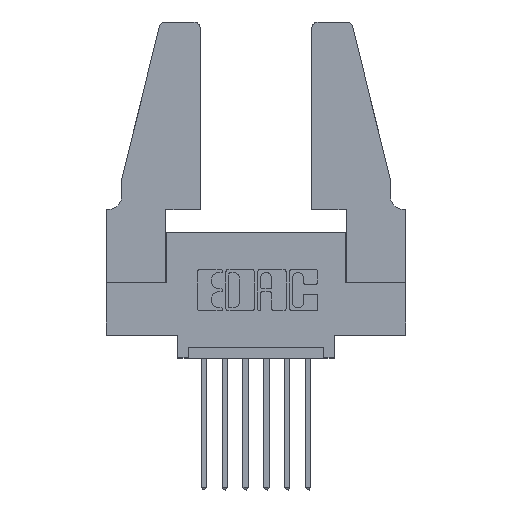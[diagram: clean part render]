
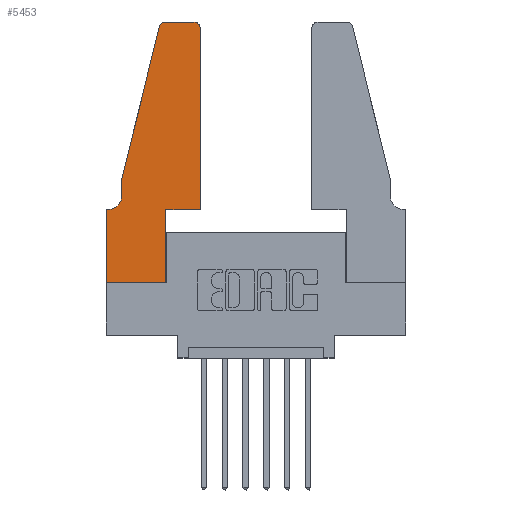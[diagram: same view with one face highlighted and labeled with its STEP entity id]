
A CAD part, top view. The second image highlights one B-rep face of the part: STEP entity #5453.
In plain terms, the highlighted planar face has unit normal (0, 0, 1).
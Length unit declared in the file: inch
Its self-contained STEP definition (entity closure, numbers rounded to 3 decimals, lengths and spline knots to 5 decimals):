
#173 = CIRCLE ( 'NONE', #6661, 0.07 ) ;
#190 = CARTESIAN_POINT ( 'NONE',  ( 0.4505, 0.35, 0.37 ) ) ;
#653 = CARTESIAN_POINT ( 'NONE',  ( 0., 0., 0.37 ) ) ;
#686 = CARTESIAN_POINT ( 'NONE',  ( 0.0755, 0.42, 0.37 ) ) ;
#787 = DIRECTION ( 'NONE',  ( 1., 0., 0. ) ) ;
#933 = ORIENTED_EDGE ( 'NONE', *, *, #6127, .T. ) ;
#1008 = VECTOR ( 'NONE', #2579, 39.37008 ) ;
#1055 = VERTEX_POINT ( 'NONE', #8896 ) ;
#1125 = EDGE_CURVE ( 'NONE', #8215, #4639, #1924, .T. ) ;
#1139 = LINE ( 'NONE', #11692, #1008 ) ;
#1262 = CARTESIAN_POINT ( 'NONE',  ( 0.2605, 1.25, 0.37 ) ) ;
#1555 = VERTEX_POINT ( 'NONE', #2504 ) ;
#1560 = LINE ( 'NONE', #9763, #3413 ) ;
#1682 = VERTEX_POINT ( 'NONE', #10816 ) ;
#1777 = DIRECTION ( 'NONE',  ( 0., 0., 1. ) ) ;
#1785 = DIRECTION ( 'NONE',  ( 1., 0., 0. ) ) ;
#1924 = LINE ( 'NONE', #2843, #8847 ) ;
#2054 = ORIENTED_EDGE ( 'NONE', *, *, #9940, .T. ) ;
#2151 = ORIENTED_EDGE ( 'NONE', *, *, #2647, .T. ) ;
#2346 = ORIENTED_EDGE ( 'NONE', *, *, #9377, .T. ) ;
#2432 = LINE ( 'NONE', #4277, #7807 ) ;
#2504 = CARTESIAN_POINT ( 'NONE',  ( 0.25487, 1.22718, 0.37 ) ) ;
#2569 = DIRECTION ( 'NONE',  ( 1., 0., 0. ) ) ;
#2579 = DIRECTION ( 'NONE',  ( 0., 1., 0. ) ) ;
#2647 = EDGE_CURVE ( 'NONE', #1682, #8215, #11377, .T. ) ;
#2843 = CARTESIAN_POINT ( 'NONE',  ( 0., 0., 0.37 ) ) ;
#2867 = CIRCLE ( 'NONE', #8407, 0.03 ) ;
#2952 = DIRECTION ( 'NONE',  ( -1., 0., 0. ) ) ;
#3025 = VERTEX_POINT ( 'NONE', #6819 ) ;
#3041 = DIRECTION ( 'NONE',  ( -1., 0., 0. ) ) ;
#3182 = DIRECTION ( 'NONE',  ( 0., -1., 0. ) ) ;
#3263 = AXIS2_PLACEMENT_3D ( 'NONE', #10725, #5417, #3494 ) ;
#3372 = DIRECTION ( 'NONE',  ( -0.239, -0.971, 0. ) ) ;
#3413 = VECTOR ( 'NONE', #3182, 39.37008 ) ;
#3494 = DIRECTION ( 'NONE',  ( 1., 0., 0. ) ) ;
#3980 = LINE ( 'NONE', #1262, #6110 ) ;
#3982 = VECTOR ( 'NONE', #10889, 39.37008 ) ;
#4277 = CARTESIAN_POINT ( 'NONE',  ( 0.0755, 0.5, 0.37 ) ) ;
#4439 = VERTEX_POINT ( 'NONE', #10590 ) ;
#4639 = VERTEX_POINT ( 'NONE', #8382 ) ;
#4679 = LINE ( 'NONE', #10526, #5531 ) ;
#4752 = VERTEX_POINT ( 'NONE', #5790 ) ;
#4837 = CARTESIAN_POINT ( 'NONE',  ( 0.0755, 0.5, 0.37 ) ) ;
#4855 = CARTESIAN_POINT ( 'NONE',  ( 0.0055, 0.42, 0.37 ) ) ;
#5058 = ORIENTED_EDGE ( 'NONE', *, *, #1125, .T. ) ;
#5124 = FACE_OUTER_BOUND ( 'NONE', #9116, .T. ) ;
#5129 = CARTESIAN_POINT ( 'NONE',  ( 0.2865, 0.35, 0.37 ) ) ;
#5304 = PLANE ( 'NONE',  #5742 ) ;
#5371 = EDGE_CURVE ( 'NONE', #3025, #1555, #8803, .T. ) ;
#5417 = DIRECTION ( 'NONE',  ( 0., 0., 1. ) ) ;
#5453 = ADVANCED_FACE ( 'NONE', ( #5124 ), #5304, .T. ) ;
#5531 = VECTOR ( 'NONE', #6882, 39.37008 ) ;
#5678 = EDGE_CURVE ( 'NONE', #8017, #4439, #10499, .T. ) ;
#5736 = DIRECTION ( 'NONE',  ( 0., 0., -1. ) ) ;
#5742 = AXIS2_PLACEMENT_3D ( 'NONE', #7102, #1777, #11667 ) ;
#5790 = CARTESIAN_POINT ( 'NONE',  ( 0.0055, 0.35, 0.37 ) ) ;
#5991 = ORIENTED_EDGE ( 'NONE', *, *, #6628, .T. ) ;
#6025 = CARTESIAN_POINT ( 'NONE',  ( 0.4505, 0.35, 0.37 ) ) ;
#6090 = CARTESIAN_POINT ( 'NONE',  ( 0., 0., 0.37 ) ) ;
#6110 = VECTOR ( 'NONE', #2952, 39.37008 ) ;
#6127 = EDGE_CURVE ( 'NONE', #4752, #1682, #4679, .T. ) ;
#6250 = VECTOR ( 'NONE', #787, 39.37008 ) ;
#6296 = ORIENTED_EDGE ( 'NONE', *, *, #7095, .T. ) ;
#6486 = ORIENTED_EDGE ( 'NONE', *, *, #5371, .T. ) ;
#6487 = VERTEX_POINT ( 'NONE', #5129 ) ;
#6628 = EDGE_CURVE ( 'NONE', #6487, #8017, #9922, .T. ) ;
#6661 = AXIS2_PLACEMENT_3D ( 'NONE', #4855, #5736, #3041 ) ;
#6819 = CARTESIAN_POINT ( 'NONE',  ( 0.284, 1.25, 0.37 ) ) ;
#6882 = DIRECTION ( 'NONE',  ( -1., 0., 0. ) ) ;
#7095 = EDGE_CURVE ( 'NONE', #4639, #6487, #1139, .T. ) ;
#7102 = CARTESIAN_POINT ( 'NONE',  ( 0., 0.35, 0.37 ) ) ;
#7294 = CARTESIAN_POINT ( 'NONE',  ( 0.4505, 0.35, 0.37 ) ) ;
#7807 = VECTOR ( 'NONE', #3372, 39.37008 ) ;
#8017 = VERTEX_POINT ( 'NONE', #7294 ) ;
#8215 = VERTEX_POINT ( 'NONE', #653 ) ;
#8259 = EDGE_CURVE ( 'NONE', #10300, #4752, #173, .T. ) ;
#8382 = CARTESIAN_POINT ( 'NONE',  ( 0.2865, 0., 0.37 ) ) ;
#8407 = AXIS2_PLACEMENT_3D ( 'NONE', #11560, #9730, #2569 ) ;
#8803 = CIRCLE ( 'NONE', #3263, 0.03 ) ;
#8847 = VECTOR ( 'NONE', #1785, 39.37008 ) ;
#8896 = CARTESIAN_POINT ( 'NONE',  ( 0.4205, 1.25, 0.37 ) ) ;
#8989 = EDGE_CURVE ( 'NONE', #4439, #1055, #2867, .T. ) ;
#9116 = EDGE_LOOP ( 'NONE', ( #2054, #6486, #2346, #10012, #11310, #933, #2151, #5058, #6296, #5991, #11342, #9652 ) ) ;
#9377 = EDGE_CURVE ( 'NONE', #1555, #11359, #2432, .T. ) ;
#9399 = VECTOR ( 'NONE', #9787, 39.37008 ) ;
#9652 = ORIENTED_EDGE ( 'NONE', *, *, #8989, .T. ) ;
#9730 = DIRECTION ( 'NONE',  ( 0., 0., 1. ) ) ;
#9763 = CARTESIAN_POINT ( 'NONE',  ( 0.0755, 0.5, 0.37 ) ) ;
#9787 = DIRECTION ( 'NONE',  ( 0., -1., 0. ) ) ;
#9922 = LINE ( 'NONE', #6025, #6250 ) ;
#9940 = EDGE_CURVE ( 'NONE', #1055, #3025, #3980, .T. ) ;
#10012 = ORIENTED_EDGE ( 'NONE', *, *, #10508, .T. ) ;
#10300 = VERTEX_POINT ( 'NONE', #686 ) ;
#10499 = LINE ( 'NONE', #190, #3982 ) ;
#10508 = EDGE_CURVE ( 'NONE', #11359, #10300, #1560, .T. ) ;
#10526 = CARTESIAN_POINT ( 'NONE',  ( 0.0755, 0.35, 0.37 ) ) ;
#10590 = CARTESIAN_POINT ( 'NONE',  ( 0.4505, 1.22, 0.37 ) ) ;
#10725 = CARTESIAN_POINT ( 'NONE',  ( 0.284, 1.22, 0.37 ) ) ;
#10816 = CARTESIAN_POINT ( 'NONE',  ( 0., 0.35, 0.37 ) ) ;
#10889 = DIRECTION ( 'NONE',  ( 0., 1., 0. ) ) ;
#11310 = ORIENTED_EDGE ( 'NONE', *, *, #8259, .T. ) ;
#11342 = ORIENTED_EDGE ( 'NONE', *, *, #5678, .T. ) ;
#11359 = VERTEX_POINT ( 'NONE', #4837 ) ;
#11377 = LINE ( 'NONE', #6090, #9399 ) ;
#11560 = CARTESIAN_POINT ( 'NONE',  ( 0.4205, 1.22, 0.37 ) ) ;
#11667 = DIRECTION ( 'NONE',  ( 1., 0., 0. ) ) ;
#11692 = CARTESIAN_POINT ( 'NONE',  ( 0.2865, 0.35, 0.37 ) ) ;
